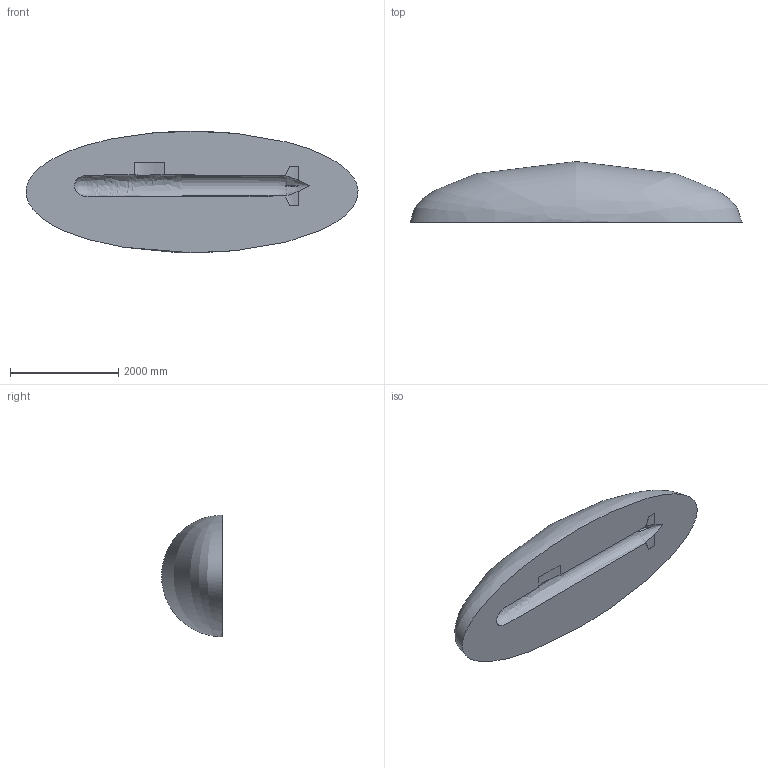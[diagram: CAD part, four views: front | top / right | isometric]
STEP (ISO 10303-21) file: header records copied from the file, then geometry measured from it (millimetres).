
FILE_DESCRIPTION(('STEP AP203'),'1');
FILE_NAME('sub_control_volume.stp',' ',(' '),(' '),'XStep 1.0',' ',' ');
FILE_SCHEMA(('CONFIG_CONTROL_DESIGN'));
Length unit declared in the file: millimetre
Products named in the file (1): 1
Bounding box: 6120.55 x 1120.42 x 2240.91 mm (x, y, z)
Volume: 7786739008.2 mm3; surface area: 29621145.3 mm2
Topology: 1 solids, 1 shells, 12 faces, 33 edges, 21 vertices
Faces by surface type: bspline 7, plane 5
Entity records: 10795 total; most frequent: CARTESIAN_POINT 10536, ORIENTED_EDGE 58, EDGE_CURVE 29, B_SPLINE_CURVE_WITH_KNOTS 25, VERTEX_POINT 21, DIRECTION 15, EDGE_LOOP 14, ADVANCED_FACE 12
